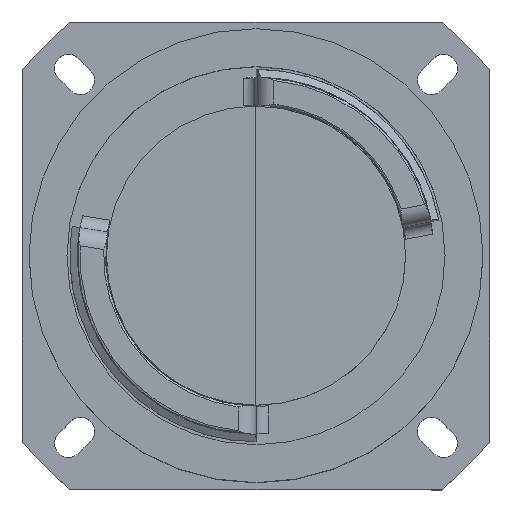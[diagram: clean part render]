
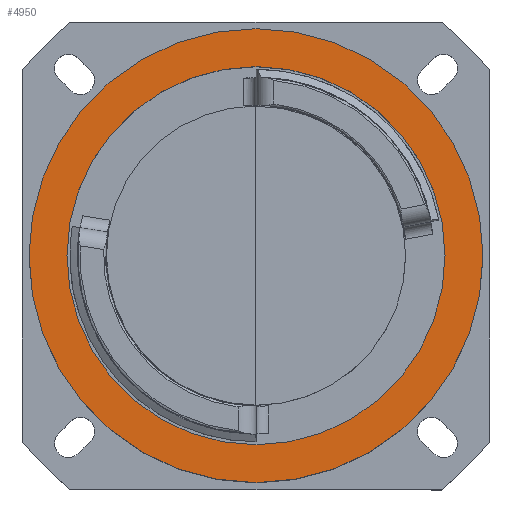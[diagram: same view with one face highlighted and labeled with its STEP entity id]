
A CAD part, top view. The second image highlights one B-rep face of the part: STEP entity #4950.
In plain terms, the highlighted planar face has unit normal (0, 0, 1).
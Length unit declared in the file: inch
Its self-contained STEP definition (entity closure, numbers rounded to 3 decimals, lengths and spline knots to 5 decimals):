
#1 = CARTESIAN_POINT ( 'NONE',  ( 0., -1.1375, -0.45 ) ) ;
#250 = CARTESIAN_POINT ( 'NONE',  ( 0., 0., -0.45 ) ) ;
#306 = CIRCLE ( 'NONE', #3235, 0.9475 ) ;
#347 = DIRECTION ( 'NONE',  ( 0., 0., -1. ) ) ;
#382 = CARTESIAN_POINT ( 'NONE',  ( 0., 0.9475, -0.45 ) ) ;
#594 = CARTESIAN_POINT ( 'NONE',  ( 0., 0., -0.45 ) ) ;
#806 = CARTESIAN_POINT ( 'NONE',  ( 0., -0.9475, -0.45 ) ) ;
#827 = VERTEX_POINT ( 'NONE', #1099 ) ;
#941 = VERTEX_POINT ( 'NONE', #1 ) ;
#1003 = EDGE_LOOP ( 'NONE', ( #2809, #2271 ) ) ;
#1099 = CARTESIAN_POINT ( 'NONE',  ( 0., 1.1375, -0.45 ) ) ;
#1301 = CARTESIAN_POINT ( 'NONE',  ( -0.9475, 0., -0.45 ) ) ;
#1481 = DIRECTION ( 'NONE',  ( 0., 1., 0. ) ) ;
#1594 = AXIS2_PLACEMENT_3D ( 'NONE', #1301, #347, #5259 ) ;
#1721 = FACE_BOUND ( 'NONE', #3616, .T. ) ;
#1910 = VERTEX_POINT ( 'NONE', #806 ) ;
#1932 = AXIS2_PLACEMENT_3D ( 'NONE', #250, #4700, #1481 ) ;
#1941 = CIRCLE ( 'NONE', #5250, 1.1375 ) ;
#2271 = ORIENTED_EDGE ( 'NONE', *, *, #3997, .T. ) ;
#2500 = CIRCLE ( 'NONE', #3864, 1.1375 ) ;
#2633 = PLANE ( 'NONE',  #1594 ) ;
#2809 = ORIENTED_EDGE ( 'NONE', *, *, #4711, .T. ) ;
#2972 = DIRECTION ( 'NONE',  ( 0., 0., 1. ) ) ;
#3102 = ORIENTED_EDGE ( 'NONE', *, *, #4534, .F. ) ;
#3235 = AXIS2_PLACEMENT_3D ( 'NONE', #3955, #2972, #3394 ) ;
#3394 = DIRECTION ( 'NONE',  ( 0., 1., 0. ) ) ;
#3453 = FACE_OUTER_BOUND ( 'NONE', #1003, .T. ) ;
#3471 = DIRECTION ( 'NONE',  ( 0., 0., 1. ) ) ;
#3600 = VERTEX_POINT ( 'NONE', #382 ) ;
#3616 = EDGE_LOOP ( 'NONE', ( #3626, #3102 ) ) ;
#3626 = ORIENTED_EDGE ( 'NONE', *, *, #3641, .F. ) ;
#3641 = EDGE_CURVE ( 'NONE', #3600, #1910, #4400, .T. ) ;
#3864 = AXIS2_PLACEMENT_3D ( 'NONE', #5653, #3471, #5242 ) ;
#3955 = CARTESIAN_POINT ( 'NONE',  ( 0., 0., -0.45 ) ) ;
#3997 = EDGE_CURVE ( 'NONE', #941, #827, #1941, .T. ) ;
#4060 = DIRECTION ( 'NONE',  ( 0., 0., 1. ) ) ;
#4400 = CIRCLE ( 'NONE', #1932, 0.9475 ) ;
#4534 = EDGE_CURVE ( 'NONE', #1910, #3600, #306, .T. ) ;
#4700 = DIRECTION ( 'NONE',  ( 0., 0., 1. ) ) ;
#4711 = EDGE_CURVE ( 'NONE', #827, #941, #2500, .T. ) ;
#4950 = ADVANCED_FACE ( 'NONE', ( #1721, #3453 ), #2633, .F. ) ;
#5242 = DIRECTION ( 'NONE',  ( 0., 1., 0. ) ) ;
#5250 = AXIS2_PLACEMENT_3D ( 'NONE', #594, #4060, #5446 ) ;
#5259 = DIRECTION ( 'NONE',  ( 0., -1., 0. ) ) ;
#5446 = DIRECTION ( 'NONE',  ( 0., 1., 0. ) ) ;
#5653 = CARTESIAN_POINT ( 'NONE',  ( 0., 0., -0.45 ) ) ;
